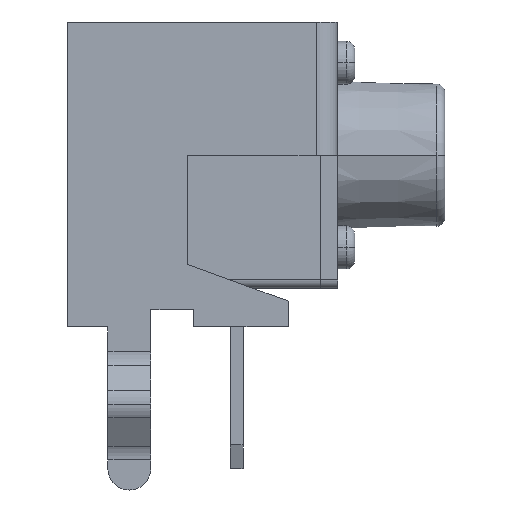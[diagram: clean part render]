
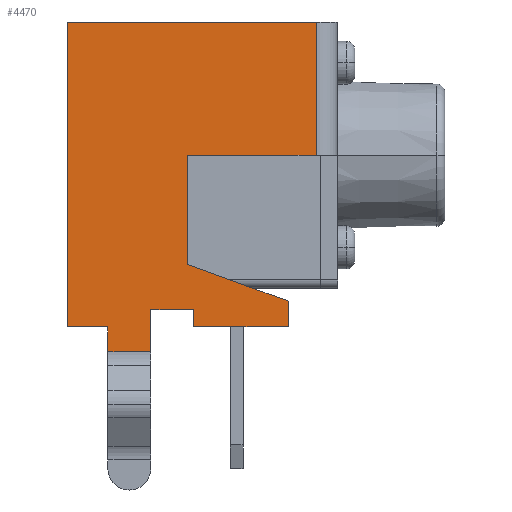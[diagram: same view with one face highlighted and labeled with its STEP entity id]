
A CAD part, left-side view. The second image highlights one B-rep face of the part: STEP entity #4470.
In plain terms, the highlighted planar face has unit normal (-1, 0, 0).
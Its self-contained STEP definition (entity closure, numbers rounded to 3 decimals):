
#6 = CARTESIAN_POINT ( 'NONE',  ( -3.75, 4.95, -4.58 ) ) ;
#50 = LINE ( 'NONE', #1947, #6473 ) ;
#61 = EDGE_CURVE ( 'NONE', #2786, #1032, #5557, .T. ) ;
#88 = CARTESIAN_POINT ( 'NONE',  ( -3.75, 3.95, -4.58 ) ) ;
#96 = VECTOR ( 'NONE', #5188, 1000. ) ;
#238 = ORIENTED_EDGE ( 'NONE', *, *, #2730, .F. ) ;
#611 = CARTESIAN_POINT ( 'NONE',  ( -3.75, 3.95, -4. ) ) ;
#616 = CARTESIAN_POINT ( 'NONE',  ( -3.75, 5.9, 3.1 ) ) ;
#646 = CARTESIAN_POINT ( 'NONE',  ( -3.75, 0.75, -4. ) ) ;
#668 = CARTESIAN_POINT ( 'NONE',  ( -3.75, 4.95, -4. ) ) ;
#717 = DIRECTION ( 'NONE',  ( 0., -0.94, -0.342 ) ) ;
#733 = ORIENTED_EDGE ( 'NONE', *, *, #6488, .F. ) ;
#878 = CARTESIAN_POINT ( 'NONE',  ( -3.75, 2.95, -4. ) ) ;
#922 = CARTESIAN_POINT ( 'NONE',  ( -3.75, 3.95, -3.6 ) ) ;
#979 = VECTOR ( 'NONE', #2334, 1000. ) ;
#1031 = LINE ( 'NONE', #3076, #4361 ) ;
#1032 = VERTEX_POINT ( 'NONE', #6 ) ;
#1131 = EDGE_CURVE ( 'NONE', #3236, #1032, #6670, .T. ) ;
#1134 = EDGE_CURVE ( 'NONE', #3988, #6948, #50, .T. ) ;
#1178 = DIRECTION ( 'NONE',  ( 0., 1., 0. ) ) ;
#1393 = CARTESIAN_POINT ( 'NONE',  ( -3.75, 5.9, -4. ) ) ;
#1610 = ORIENTED_EDGE ( 'NONE', *, *, #5781, .F. ) ;
#1612 = ORIENTED_EDGE ( 'NONE', *, *, #3945, .T. ) ;
#1647 = LINE ( 'NONE', #1820, #6434 ) ;
#1727 = VERTEX_POINT ( 'NONE', #5289 ) ;
#1772 = CARTESIAN_POINT ( 'NONE',  ( -3.75, 3.1, 0. ) ) ;
#1775 = VECTOR ( 'NONE', #6698, 1000. ) ;
#1820 = CARTESIAN_POINT ( 'NONE',  ( -3.75, 0.1, 3.1 ) ) ;
#1896 = DIRECTION ( 'NONE',  ( 0., 1., 0. ) ) ;
#1947 = CARTESIAN_POINT ( 'NONE',  ( -3.75, 5.9, 3.1 ) ) ;
#2012 = VERTEX_POINT ( 'NONE', #4150 ) ;
#2082 = DIRECTION ( 'NONE',  ( 0., 0., -1. ) ) ;
#2253 = ORIENTED_EDGE ( 'NONE', *, *, #5749, .F. ) ;
#2256 = CARTESIAN_POINT ( 'NONE',  ( -3.75, 3.1, -2.545 ) ) ;
#2334 = DIRECTION ( 'NONE',  ( 0., 1., 0. ) ) ;
#2395 = DIRECTION ( 'NONE',  ( -1., 0., 0. ) ) ;
#2511 = LINE ( 'NONE', #4017, #5829 ) ;
#2714 = CARTESIAN_POINT ( 'NONE',  ( -3.75, 0.75, -4. ) ) ;
#2730 = EDGE_CURVE ( 'NONE', #3948, #3236, #5932, .T. ) ;
#2761 = EDGE_LOOP ( 'NONE', ( #4266, #3111, #1612, #2830, #1610, #4732, #3833, #238, #7297, #2253, #3835, #733, #7583, #7766 ) ) ;
#2786 = VERTEX_POINT ( 'NONE', #668 ) ;
#2830 = ORIENTED_EDGE ( 'NONE', *, *, #1134, .T. ) ;
#3038 = AXIS2_PLACEMENT_3D ( 'NONE', #6127, #2395, #6764 ) ;
#3076 = CARTESIAN_POINT ( 'NONE',  ( -3.75, 2.95, -4. ) ) ;
#3111 = ORIENTED_EDGE ( 'NONE', *, *, #3517, .F. ) ;
#3194 = VERTEX_POINT ( 'NONE', #1772 ) ;
#3236 = VERTEX_POINT ( 'NONE', #6148 ) ;
#3306 = VERTEX_POINT ( 'NONE', #646 ) ;
#3361 = VECTOR ( 'NONE', #1896, 1000. ) ;
#3377 = EDGE_CURVE ( 'NONE', #7045, #1727, #4639, .T. ) ;
#3517 = EDGE_CURVE ( 'NONE', #4859, #2012, #6178, .T. ) ;
#3641 = PLANE ( 'NONE',  #3038 ) ;
#3693 = DIRECTION ( 'NONE',  ( 0., 1., 0. ) ) ;
#3725 = VECTOR ( 'NONE', #4239, 1000. ) ;
#3809 = LINE ( 'NONE', #922, #5257 ) ;
#3833 = ORIENTED_EDGE ( 'NONE', *, *, #1131, .F. ) ;
#3835 = ORIENTED_EDGE ( 'NONE', *, *, #4962, .F. ) ;
#3945 = EDGE_CURVE ( 'NONE', #4859, #3988, #1647, .T. ) ;
#3948 = VERTEX_POINT ( 'NONE', #6839 ) ;
#3988 = VERTEX_POINT ( 'NONE', #616 ) ;
#4017 = CARTESIAN_POINT ( 'NONE',  ( -3.75, 0.1, 0. ) ) ;
#4098 = FACE_OUTER_BOUND ( 'NONE', #2761, .T. ) ;
#4116 = CARTESIAN_POINT ( 'NONE',  ( -3.75, 2.95, -3.6 ) ) ;
#4150 = CARTESIAN_POINT ( 'NONE',  ( -3.75, 0.1, 0. ) ) ;
#4212 = VECTOR ( 'NONE', #5989, 1000. ) ;
#4239 = DIRECTION ( 'NONE',  ( 0., 0., -1. ) ) ;
#4245 = EDGE_CURVE ( 'NONE', #5658, #3948, #3809, .T. ) ;
#4266 = ORIENTED_EDGE ( 'NONE', *, *, #4819, .F. ) ;
#4361 = VECTOR ( 'NONE', #3693, 1000. ) ;
#4459 = CARTESIAN_POINT ( 'NONE',  ( -3.75, 0.75, -3.4 ) ) ;
#4470 = ADVANCED_FACE ( 'NONE', ( #4098 ), #3641, .T. ) ;
#4481 = DIRECTION ( 'NONE',  ( 0., 0., -1. ) ) ;
#4627 = DIRECTION ( 'NONE',  ( 0., 1., 0. ) ) ;
#4639 = LINE ( 'NONE', #4459, #7925 ) ;
#4732 = ORIENTED_EDGE ( 'NONE', *, *, #61, .T. ) ;
#4819 = EDGE_CURVE ( 'NONE', #2012, #3194, #2511, .T. ) ;
#4859 = VERTEX_POINT ( 'NONE', #6019 ) ;
#4962 = EDGE_CURVE ( 'NONE', #3306, #6538, #1031, .T. ) ;
#5087 = LINE ( 'NONE', #6061, #1775 ) ;
#5188 = DIRECTION ( 'NONE',  ( 0., 0., -1. ) ) ;
#5235 = VECTOR ( 'NONE', #5589, 1000. ) ;
#5257 = VECTOR ( 'NONE', #7157, 1000. ) ;
#5289 = CARTESIAN_POINT ( 'NONE',  ( -3.75, 0.75, -3.4 ) ) ;
#5557 = LINE ( 'NONE', #7944, #3725 ) ;
#5589 = DIRECTION ( 'NONE',  ( 0., 0., -1. ) ) ;
#5658 = VERTEX_POINT ( 'NONE', #4116 ) ;
#5706 = EDGE_CURVE ( 'NONE', #3194, #7045, #7517, .T. ) ;
#5749 = EDGE_CURVE ( 'NONE', #6538, #5658, #5087, .T. ) ;
#5781 = EDGE_CURVE ( 'NONE', #2786, #6948, #5968, .T. ) ;
#5829 = VECTOR ( 'NONE', #4627, 1000. ) ;
#5932 = LINE ( 'NONE', #611, #5235 ) ;
#5968 = LINE ( 'NONE', #6728, #979 ) ;
#5989 = DIRECTION ( 'NONE',  ( 0., 0., -1. ) ) ;
#6019 = CARTESIAN_POINT ( 'NONE',  ( -3.75, 0.1, 3.1 ) ) ;
#6061 = CARTESIAN_POINT ( 'NONE',  ( -3.75, 2.95, -3.6 ) ) ;
#6127 = CARTESIAN_POINT ( 'NONE',  ( -3.75, 0.1, 3.1 ) ) ;
#6148 = CARTESIAN_POINT ( 'NONE',  ( -3.75, 3.95, -4.58 ) ) ;
#6178 = LINE ( 'NONE', #6447, #7826 ) ;
#6434 = VECTOR ( 'NONE', #1178, 1000. ) ;
#6447 = CARTESIAN_POINT ( 'NONE',  ( -3.75, 0.1, 3.1 ) ) ;
#6473 = VECTOR ( 'NONE', #4481, 1000. ) ;
#6488 = EDGE_CURVE ( 'NONE', #1727, #3306, #6520, .T. ) ;
#6520 = LINE ( 'NONE', #2714, #96 ) ;
#6538 = VERTEX_POINT ( 'NONE', #878 ) ;
#6670 = LINE ( 'NONE', #88, #3361 ) ;
#6698 = DIRECTION ( 'NONE',  ( 0., 0., 1. ) ) ;
#6728 = CARTESIAN_POINT ( 'NONE',  ( -3.75, 5.9, -4. ) ) ;
#6764 = DIRECTION ( 'NONE',  ( 0., -1., 0. ) ) ;
#6839 = CARTESIAN_POINT ( 'NONE',  ( -3.75, 3.95, -3.6 ) ) ;
#6948 = VERTEX_POINT ( 'NONE', #1393 ) ;
#7045 = VERTEX_POINT ( 'NONE', #7819 ) ;
#7157 = DIRECTION ( 'NONE',  ( 0., 1., 0. ) ) ;
#7297 = ORIENTED_EDGE ( 'NONE', *, *, #4245, .F. ) ;
#7517 = LINE ( 'NONE', #2256, #4212 ) ;
#7583 = ORIENTED_EDGE ( 'NONE', *, *, #3377, .F. ) ;
#7766 = ORIENTED_EDGE ( 'NONE', *, *, #5706, .F. ) ;
#7819 = CARTESIAN_POINT ( 'NONE',  ( -3.75, 3.1, -2.545 ) ) ;
#7826 = VECTOR ( 'NONE', #2082, 1000. ) ;
#7925 = VECTOR ( 'NONE', #717, 1000. ) ;
#7944 = CARTESIAN_POINT ( 'NONE',  ( -3.75, 4.95, -4. ) ) ;
